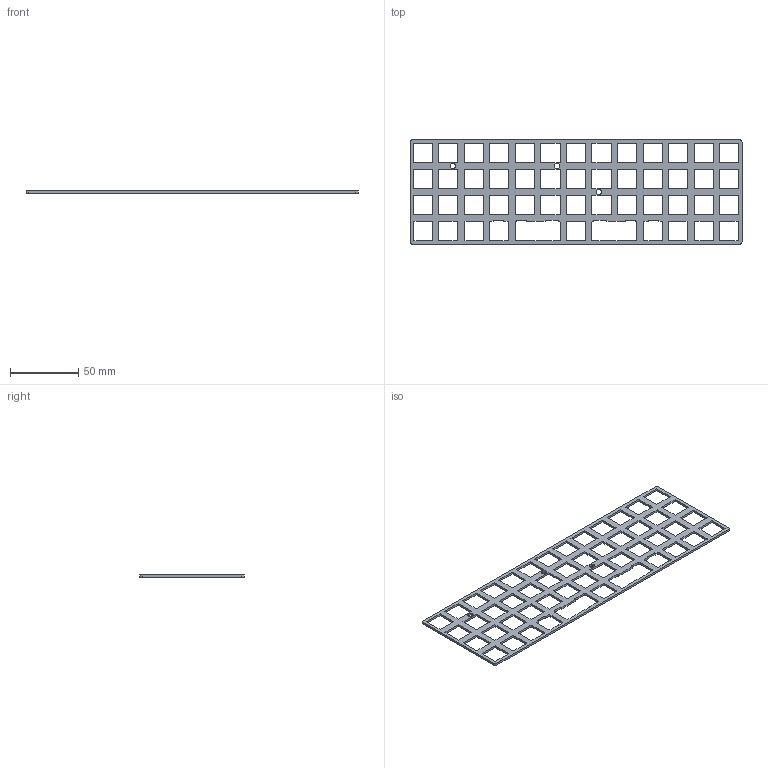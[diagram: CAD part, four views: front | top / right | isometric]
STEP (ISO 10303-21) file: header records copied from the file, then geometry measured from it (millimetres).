
FILE_DESCRIPTION(('KiCad electronic assembly'),'2;1');
FILE_NAME('minibaen r2-plate.step','2021-07-24T14:22:33',('Pcbnew'),( 'Kicad'),'Open CASCADE STEP processor 7.5','KiCad to STEP converter' ,'Unknown');
FILE_SCHEMA(('AUTOMOTIVE_DESIGN { 1 0 10303 214 1 1 1 1 }'));
Length unit declared in the file: millimetre
Products named in the file (2): minibaen r2-plate 1; COMPOUND
Assembly tree (1 placements, depth 2):
  minibaen r2-plate 1
    COMPOUND
Bounding box: 242.89 x 76.2 x 1.6 mm (x, y, z)
Volume: 12957.9 mm3; surface area: 21874 mm2
Topology: 1 solids, 1 shells, 343 faces, 1023 edges, 682 vertices
Faces by surface type: plane 280, cylinder 63
Full cylindrical faces by diameter (mm): 4 x3
Entity records: 24961 total; most frequent: CARTESIAN_POINT 4096, DIRECTION 3885, LINE 2817, VECTOR 2817, ORIENTED_EDGE 2046, PCURVE 2046, DEFINITIONAL_REPRESENTATION 2046, EDGE_CURVE 1023
